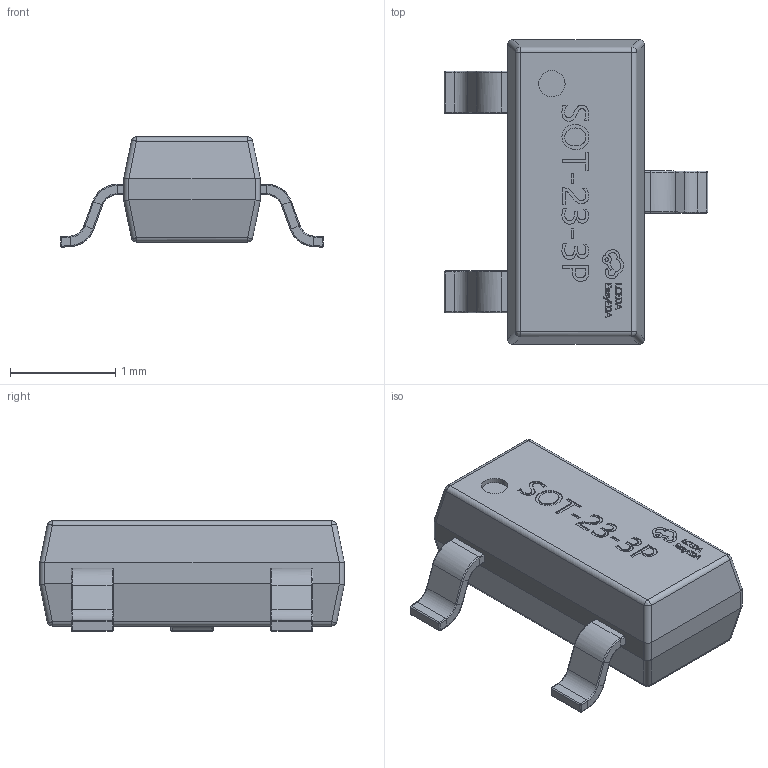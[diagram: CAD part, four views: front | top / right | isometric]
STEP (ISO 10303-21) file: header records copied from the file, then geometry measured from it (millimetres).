
FILE_DESCRIPTION(('Open CASCADE Model'),'2;1');
FILE_NAME('Open CASCADE Shape Model','2025-10-16T19:48:10',('Author'),( 'Open CASCADE'),'Open CASCADE STEP processor 7.9','Open CASCADE 7.9' ,'Unknown');
FILE_SCHEMA(('AUTOMOTIVE_DESIGN { 1 0 10303 214 1 1 1 1 }'));
Length unit declared in the file: millimetre
Products named in the file (1): COMPOUND
Bounding box: 2.51 x 2.9 x 1.05 mm (x, y, z)
Volume: 3.6 mm3; surface area: 17.3 mm2
Topology: 17 solids, 17 shells, 598 faces, 1478 edges, 931 vertices
Faces by surface type: bspline 598
Entity records: 25159 total; most frequent: CARTESIAN_POINT 11841, ORIENTED_EDGE 2952, EDGE_CURVE 1476, B_SPLINE_CURVE_WITH_KNOTS 1274, VERTEX_POINT 931, FACE_BOUND 629, EDGE_LOOP 629, PRESENTATION_STYLE_ASSIGNMENT 615
